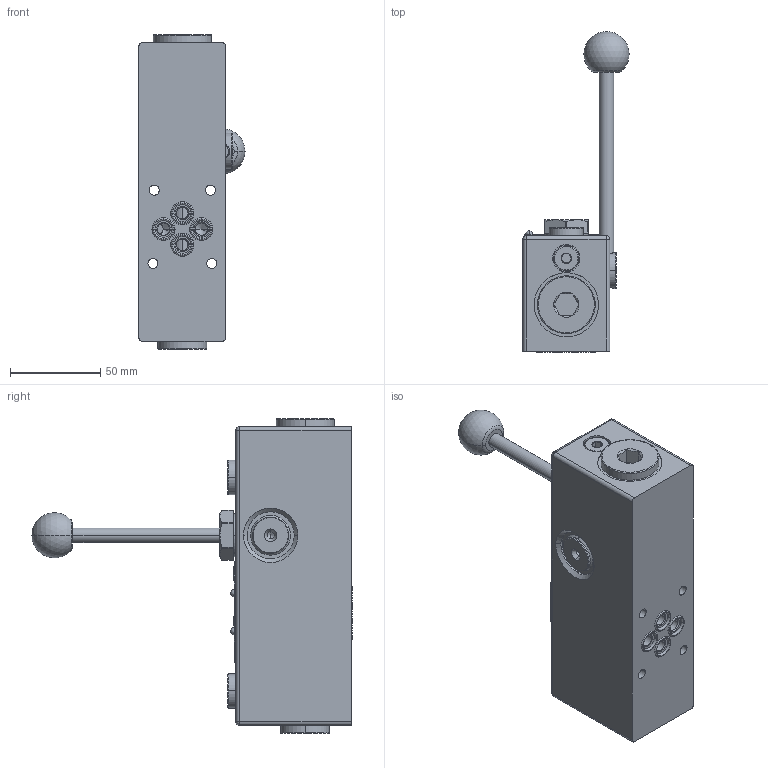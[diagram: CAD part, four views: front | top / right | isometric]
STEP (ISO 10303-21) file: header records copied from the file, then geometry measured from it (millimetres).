
FILE_DESCRIPTION((''),'2;1');
FILE_NAME('1STB4411021D_ASM','2019-09-18T14:12:43',('grg'),(''),'CREO PARAMETRIC BY PTC INC, 2019080','CREO PARAMETRIC BY PTC INC, 2019080','');
FILE_SCHEMA(('AUTOMOTIVE_DESIGN { 1 0 10303 214 1 1 1 1 }'));
Products named in the file (22): 202132_AF0; 303324; 411331; WASHER_10_20_B_DIN125; 407549; PLUG_1_2_R_VSTI-ED; 422576; PLUG_3_4_R_VSTI_ED; PLUG_1_8_R_VSTI-ED; 411588; PLUG_1_4_R_VSTI-ED; SHAFT_SEAL_20-26; XXX_4-11159A; 410473; PPS_3_8; 410578; 411163A; RIVET; O_RING_09_25_X_1_78_SHORE_70; O_RING_15_30_X_2_40_SHORE_70; KNOB_LB_25X8; 1STB4411021D_ASM
Assembly tree (37 placements, depth 2):
  1STB4411021D_ASM
    202132_AF0
    303324
    411331  x2
    WASHER_10_20_B_DIN125  x2
    407549  x2
    PLUG_1_2_R_VSTI-ED
    422576
    PLUG_3_4_R_VSTI_ED
    PLUG_1_8_R_VSTI-ED  x5
    411588
    PLUG_1_4_R_VSTI-ED  x2
    SHAFT_SEAL_20-26  x2
    XXX_4-11159A
    410473
    PPS_3_8
    410578
    411163A
    RIVET  x4
    O_RING_09_25_X_1_78_SHORE_70  x4
    O_RING_15_30_X_2_40_SHORE_70  x2
    KNOB_LB_25X8
Bounding box: 58.69 x 177.07 x 174 mm (x, y, z)
Volume: 475987.8 mm3; surface area: 132440.1 mm2
Topology: 37 solids, 65 shells, 2328 faces, 7256 edges, 5215 vertices
Faces by surface type: plane 1555, cylinder 421, cone 268, torus 62, bspline 12, sphere 10
Entity records: 94976 total; most frequent: CARTESIAN_POINT 16300, DIRECTION 11955, ORIENTED_EDGE 10706, PRESENTATION_STYLE_ASSIGNMENT 5740, VECTOR 5697, LINE 5697, STYLED_ITEM 5652, CURVE_STYLE 5545
